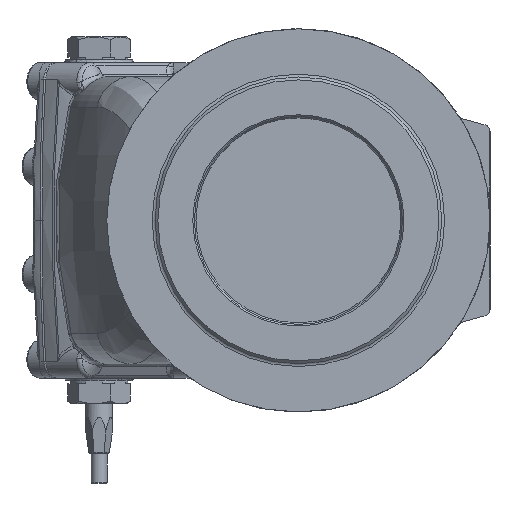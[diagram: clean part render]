
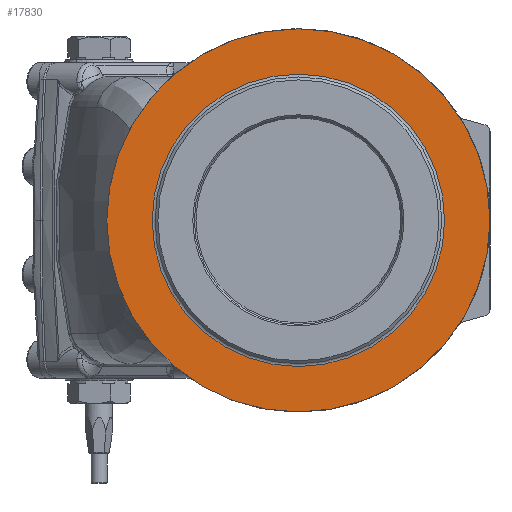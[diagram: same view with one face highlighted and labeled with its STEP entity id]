
A CAD part, left-side view. The second image highlights one B-rep face of the part: STEP entity #17830.
In plain terms, the highlighted planar face has unit normal (-1, 0, 0).
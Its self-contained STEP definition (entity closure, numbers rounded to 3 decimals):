
#1035 = CARTESIAN_POINT ( 'NONE',  ( -293., -40.8, 0. ) ) ;
#1037 = PLANE ( 'NONE',  #10607 ) ;
#1039 = DIRECTION ( 'NONE',  ( -1., 0., 0. ) ) ;
#1040 = DIRECTION ( 'NONE',  ( 0., 1., 0. ) ) ;
#7424 = CIRCLE ( 'NONE', #21177, 142.5 ) ;
#7437 = CIRCLE ( 'NONE', #21142, 108.743 ) ;
#9860 = EDGE_CURVE ( 'NONE', #13944, #13944, #7424, .T. ) ;
#9877 = EDGE_CURVE ( 'NONE', #13945, #13945, #7437, .T. ) ;
#10607 = AXIS2_PLACEMENT_3D ( 'NONE', #1035, #1039, #1040 ) ;
#13286 = FACE_BOUND ( 'NONE', #22670, .T. ) ;
#13292 = FACE_OUTER_BOUND ( 'NONE', #22485, .T. ) ;
#13944 = VERTEX_POINT ( 'NONE', #18701 ) ;
#13945 = VERTEX_POINT ( 'NONE', #18702 ) ;
#17830 = ADVANCED_FACE ( 'NONE', ( #13286, #13292 ), #1037, .T. ) ;
#18701 = CARTESIAN_POINT ( 'NONE',  ( -293., -5.8, 0. ) ) ;
#18702 = CARTESIAN_POINT ( 'NONE',  ( -293., -39.557, 0. ) ) ;
#21142 = AXIS2_PLACEMENT_3D ( 'NONE', #23613, #23614, #23615 ) ;
#21177 = AXIS2_PLACEMENT_3D ( 'NONE', #23500, #23501, #23502 ) ;
#22485 = EDGE_LOOP ( 'NONE', ( #24242 ) ) ;
#22670 = EDGE_LOOP ( 'NONE', ( #24241 ) ) ;
#23500 = CARTESIAN_POINT ( 'NONE',  ( -293., -148.3, 0. ) ) ;
#23501 = DIRECTION ( 'NONE',  ( 1., 0., 0. ) ) ;
#23502 = DIRECTION ( 'NONE',  ( 0., 1., 0. ) ) ;
#23613 = CARTESIAN_POINT ( 'NONE',  ( -293., -148.3, 0. ) ) ;
#23614 = DIRECTION ( 'NONE',  ( -1., 0., 0. ) ) ;
#23615 = DIRECTION ( 'NONE',  ( 0., 1., 0. ) ) ;
#24241 = ORIENTED_EDGE ( 'NONE', *, *, #9877, .F. ) ;
#24242 = ORIENTED_EDGE ( 'NONE', *, *, #9860, .F. ) ;
